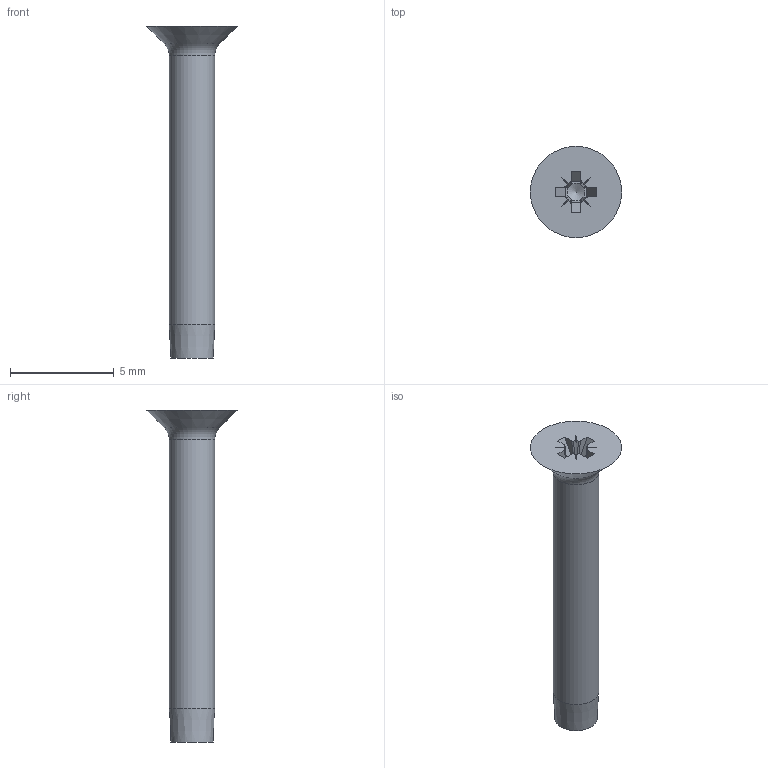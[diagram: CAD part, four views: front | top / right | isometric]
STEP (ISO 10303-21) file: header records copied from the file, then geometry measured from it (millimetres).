
FILE_DESCRIPTION(/* description */ (''),/* implementation_level */ '2;1');
FILE_NAME(/* name */ '5f528647e345b5136b3b5fce',/* time_stamp */ '2020-09-04T18:24:07+00:00',/* author */ (''),/* organization */ (''),/* preprocessor_version */ 'ST-DEVELOPER v16.7',/* originating_system */ $,/* authorisation */ $);
FILE_SCHEMA (('AUTOMOTIVE_DESIGN {1 0 10303 214 3 1 1}'));
Length unit declared in the file: metre
Products named in the file (1): Cross recessed flat head countersunk tapping screw ST2.2x16
Bounding box: 4.4 x 4.4 x 16 mm (x, y, z)
Volume: 64.7 mm3; surface area: 141.7 mm2
Topology: 1 solids, 1 shells, 43 faces, 120 edges, 79 vertices
Faces by surface type: plane 26, bspline 8, cone 7, cylinder 1, torus 1
Full cylindrical faces by diameter (mm): 2.2 x1
Entity records: 1466 total; most frequent: CARTESIAN_POINT 455, ORIENTED_EDGE 226, DIRECTION 166, EDGE_CURVE 113, VERTEX_POINT 78, AXIS2_PLACEMENT_3D 61, FACE_BOUND 49, EDGE_LOOP 48
